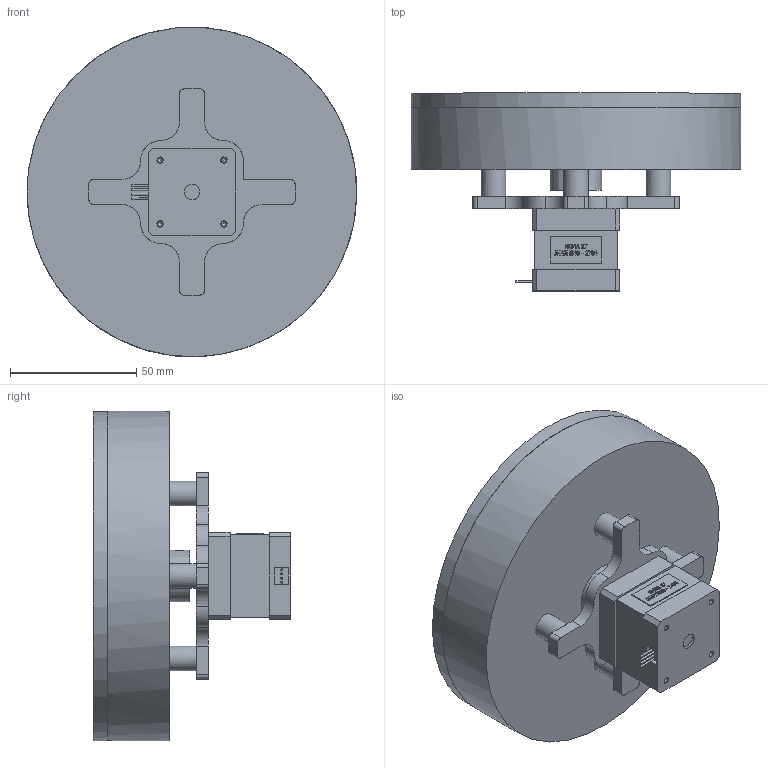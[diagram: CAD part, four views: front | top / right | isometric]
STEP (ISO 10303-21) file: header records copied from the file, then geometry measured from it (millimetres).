
FILE_DESCRIPTION(('FreeCAD Model'),'2;1');
FILE_NAME('Open CASCADE Shape Model','2025-04-27T16:20:04',('FreeCAD'),( 'FreeCAD'),'Open CASCADE STEP processor 7.6','FreeCAD','Unknown');
FILE_SCHEMA(('AUTOMOTIVE_DESIGN { 1 0 10303 214 1 1 1 1 }'));
Length unit declared in the file: millimetre
Products named in the file (1): Open CASCADE STEP translator 7.6 1
Bounding box: 130.53 x 78.32 x 130.47 mm (x, y, z)
Volume: 374800.7 mm3; surface area: 151364.7 mm2
Topology: 36 solids, 36 shells, 818 faces, 1960 edges, 1280 vertices
Faces by surface type: bspline 818
Entity records: 26055 total; most frequent: CARTESIAN_POINT 14370, ORIENTED_EDGE 3904, EDGE_CURVE 1952, VERTEX_POINT 1280, B_SPLINE_CURVE_WITH_KNOTS 1217, FACE_BOUND 994, EDGE_LOOP 994, ADVANCED_FACE 818
